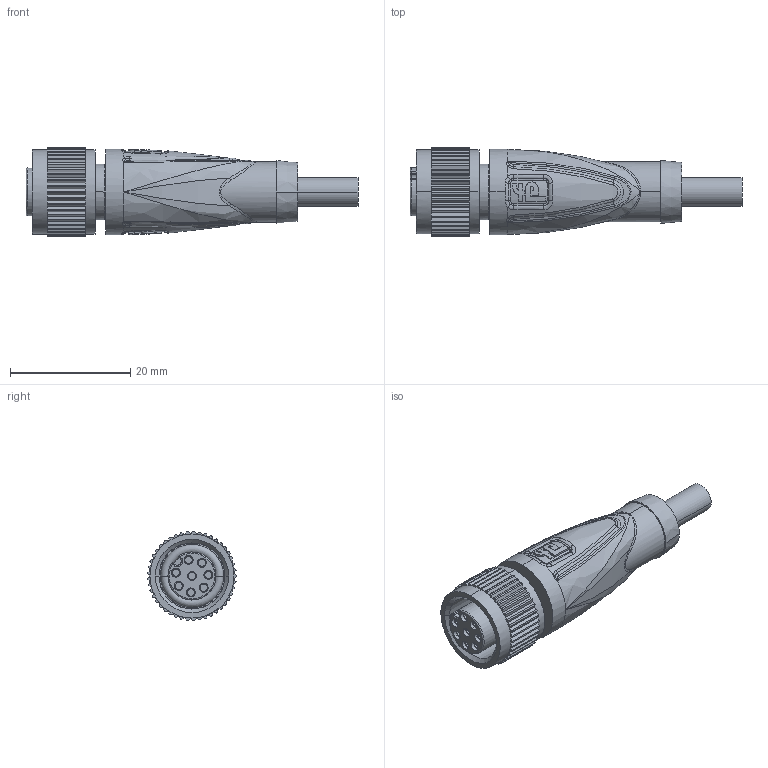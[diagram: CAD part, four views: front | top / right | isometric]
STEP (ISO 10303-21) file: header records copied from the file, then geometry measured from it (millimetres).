
FILE_DESCRIPTION((''),'2;1');
FILE_NAME('DM_CAD-1912','2014-01-13T',('creinig-se'),(''),'PRO/ENGINEER BY PARAMETRIC TECHNOLOGY CORPORATION, 2013050','PRO/ENGINEER BY PARAMETRIC TECHNOLOGY CORPORATION, 2013050','');
FILE_SCHEMA(('CONFIG_CONTROL_DESIGN'));
Length unit declared in the file: millimetre
Products named in the file (1): DM_CAD-1912
Bounding box: 55.3 x 14.79 x 14.8 mm (x, y, z)
Volume: 5351.2 mm3; surface area: 3635.3 mm2
Topology: 1 solids, 1 shells, 488 faces, 1133 edges, 672 vertices
Faces by surface type: plane 251, cylinder 116, bspline 100, torus 15, cone 4, sphere 2
Entity records: 25638 total; most frequent: CARTESIAN_POINT 9864, ORIENTED_EDGE 2266, DIRECTION 2148, EDGE_CURVE 1133, AXIS2_PLACEMENT_3D 849, FILL_AREA_STYLE_COLOUR 829, FILL_AREA_STYLE 829, SURFACE_STYLE_FILL_AREA 829
